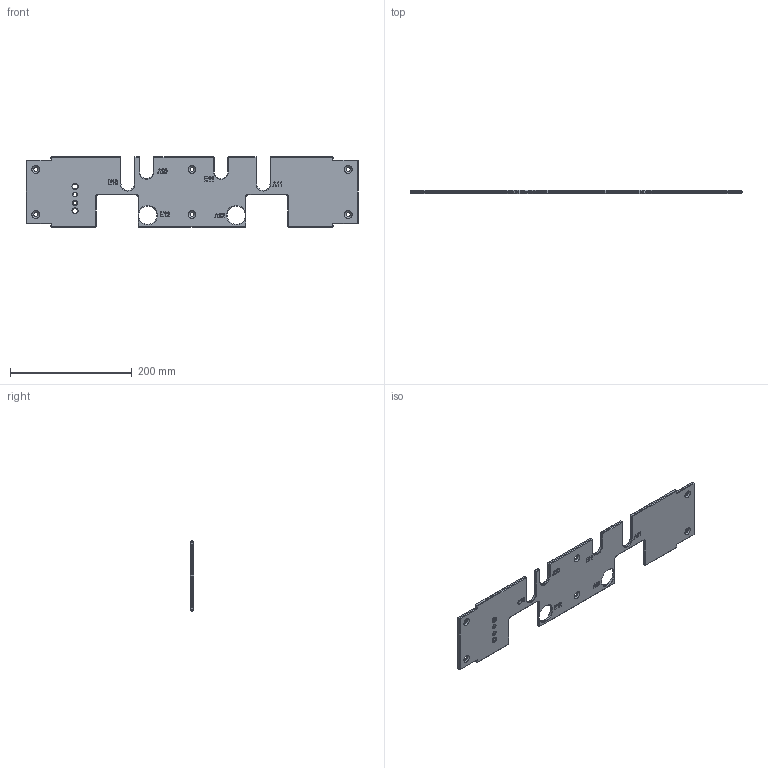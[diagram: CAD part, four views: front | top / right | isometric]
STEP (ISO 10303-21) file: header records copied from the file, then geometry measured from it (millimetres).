
FILE_DESCRIPTION((''),'2;1');
FILE_NAME('AS_ISO-PLATTEN-19059','2026-01-16T10:34:38',('HP'),(''),'CREO PARAMETRIC BY PTC INC, 2020354','CREO PARAMETRIC BY PTC INC, 2020354','');
FILE_SCHEMA(('AP203_CONFIGURATION_CONTROLLED_3D_DESIGN_OF_MECHANICAL_PARTS_AND_ASSEMBLIES_MIM_LF { 1 0 10303 403 2 1 2 }'));
Length unit declared in the file: millimetre
Products named in the file (1): AS_ISO-PLATTEN-19059
Bounding box: 545 x 5 x 115 mm (x, y, z)
Volume: 241459.7 mm3; surface area: 106575.7 mm2
Topology: 1 solids, 1 shells, 496 faces, 1290 edges, 815 vertices
Faces by surface type: plane 298, extrusion 99, cone 76, cylinder 23
Entity records: 23198 total; most frequent: CARTESIAN_POINT 3463, ORIENTED_EDGE 2580, DIRECTION 2194, PRESENTATION_STYLE_ASSIGNMENT 1886, STYLED_ITEM 1390, CURVE_STYLE 1389, EDGE_CURVE 1290, VECTOR 976
